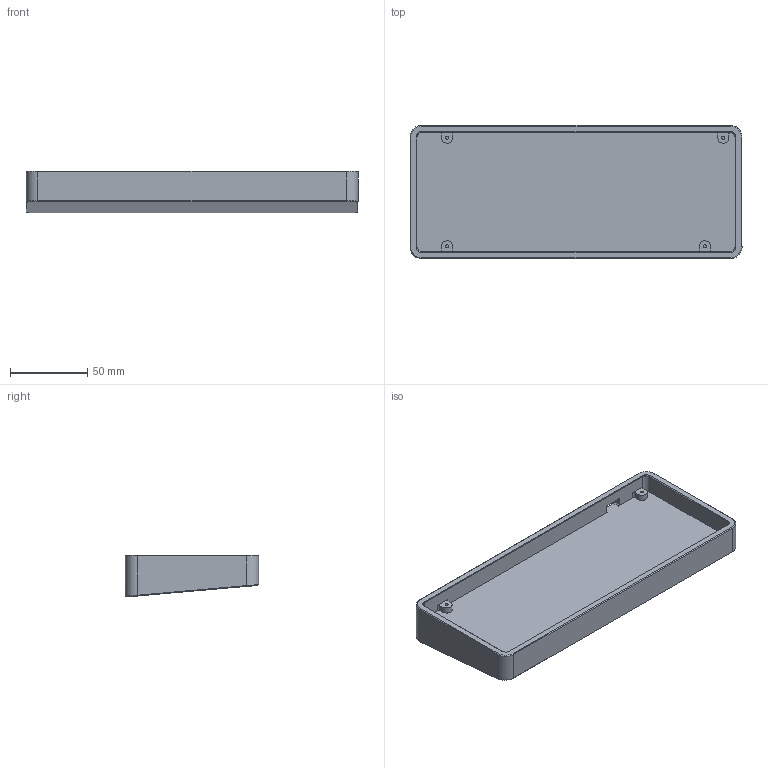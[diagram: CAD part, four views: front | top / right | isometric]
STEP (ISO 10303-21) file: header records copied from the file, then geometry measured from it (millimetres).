
FILE_DESCRIPTION(/* description */ (''),/* implementation_level */ '2;1');
FILE_NAME(/* name */ 'isoqaz milled case.step',/* time_stamp */ '2025-07-25T20:40:51-06:00',/* author */ (''),/* organization */ (''),/* preprocessor_version */ 'ST-DEVELOPER v20.1',/* originating_system */ 'Autodesk Translation Framework v14.10.0.0',/* authorisation */ '');
FILE_SCHEMA (('AUTOMOTIVE_DESIGN { 1 0 10303 214 3 1 1 }'));
Length unit declared in the file: millimetre
Products named in the file (1): FusionComponent
Bounding box: 214.79 x 86.2 x 27.11 mm (x, y, z)
Volume: 231645.8 mm3; surface area: 57611.5 mm2
Topology: 1 solids, 1 shells, 86 faces, 216 edges, 136 vertices
Faces by surface type: plane 42, cylinder 28, bspline 8, cone 8
Full cylindrical faces by diameter (mm): 2 x4
Entity records: 2752 total; most frequent: CARTESIAN_POINT 655, ORIENTED_EDGE 432, DIRECTION 418, EDGE_CURVE 216, LINE 140, VECTOR 140, AXIS2_PLACEMENT_3D 139, VERTEX_POINT 136
